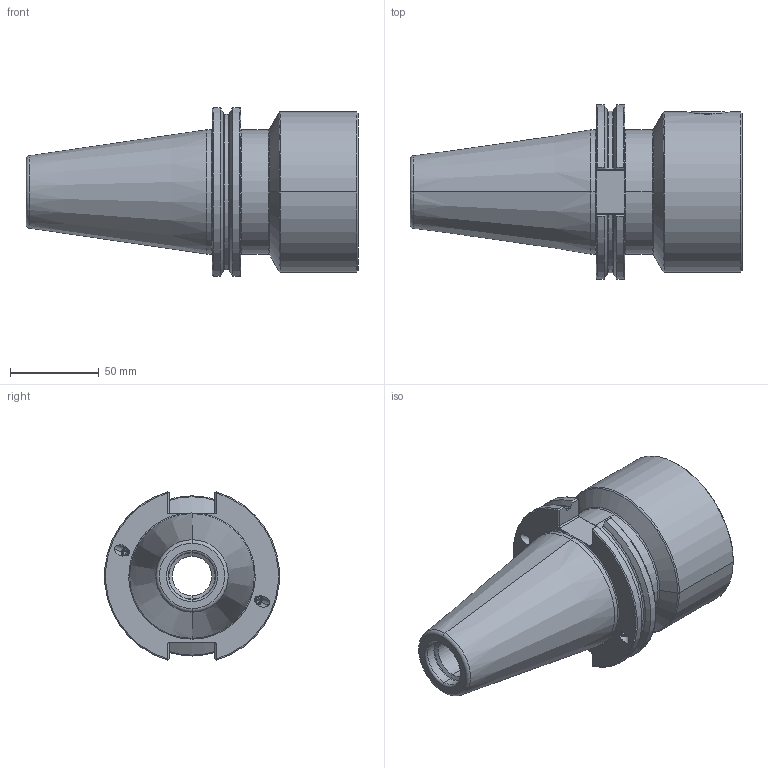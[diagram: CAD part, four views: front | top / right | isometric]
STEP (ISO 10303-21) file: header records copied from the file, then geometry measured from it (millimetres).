
FILE_DESCRIPTION (( 'STEP AP203' ), '1' );
FILE_NAME ('104.450.090.085.STEP', '2024-08-26T12:25:03', ( '' ), ( '' ), 'SwSTEP 2.0', 'SolidWorks 2022', '' );
FILE_SCHEMA (( 'CONFIG_CONTROL_DESIGN' ));
Length unit declared in the file: millimetre
Products named in the file (5): KVT_MB_600_050; 104.450.090.085; ISO 4026 - M5 x 5_PreviewCfg; CB5-ST7.K01.085_C; ST7-ER1.001.029_A
Assembly tree (6 placements, depth 2):
  104.450.090.085
    CB5-ST7.K01.085_C
    ST7-ER1.001.029_A
    ISO 4026 - M5 x 5_PreviewCfg  x2
    KVT_MB_600_050  x2
Bounding box: 186.6 x 98.08 x 94.52 mm (x, y, z)
Volume: 560734.9 mm3; surface area: 80382.5 mm2
Topology: 8 solids, 8 shells, 276 faces, 665 edges, 395 vertices
Faces by surface type: cone 92, cylinder 75, plane 72, torus 31, sphere 4, bspline 2
Entity records: 7972 total; most frequent: CARTESIAN_POINT 2114, DIRECTION 1131, ORIENTED_EDGE 1110, EDGE_CURVE 555, AXIS2_PLACEMENT_3D 445, VERTEX_POINT 336, LINE 241, VECTOR 241
